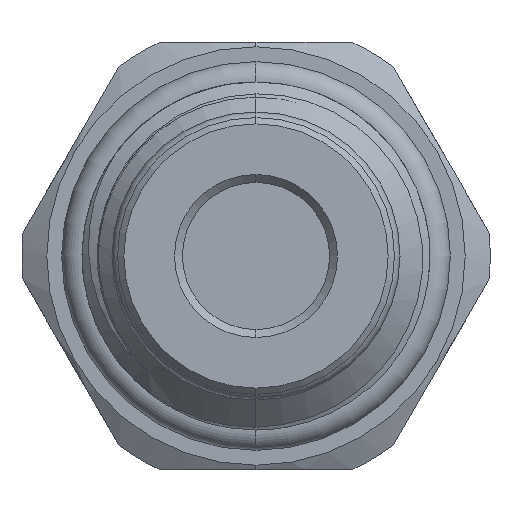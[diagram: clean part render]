
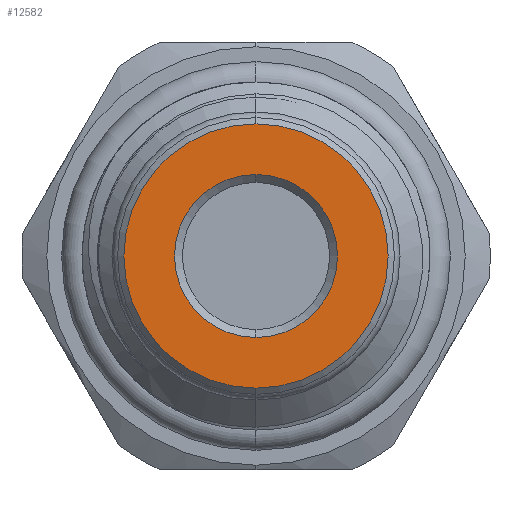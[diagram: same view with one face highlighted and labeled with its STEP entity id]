
A CAD part, left-side view. The second image highlights one B-rep face of the part: STEP entity #12582.
In plain terms, the highlighted planar face has unit normal (-1, 0, 0).
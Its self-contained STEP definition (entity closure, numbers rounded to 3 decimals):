
#204 = EDGE_LOOP ( 'NONE', ( #3715, #11502 ) ) ;
#631 = EDGE_CURVE ( 'NONE', #8347, #10406, #6508, .T. ) ;
#662 = CARTESIAN_POINT ( 'NONE',  ( -70.3, 0., 5.15 ) ) ;
#1611 = DIRECTION ( 'NONE',  ( 0., 0., -1. ) ) ;
#2204 = EDGE_CURVE ( 'NONE', #6752, #6199, #11450, .T. ) ;
#2815 = CIRCLE ( 'NONE', #7929, 8.35 ) ;
#2871 = CARTESIAN_POINT ( 'NONE',  ( -70.3, 8.35, 0. ) ) ;
#3715 = ORIENTED_EDGE ( 'NONE', *, *, #8398, .T. ) ;
#3732 = CIRCLE ( 'NONE', #9413, 5.15 ) ;
#4037 = AXIS2_PLACEMENT_3D ( 'NONE', #11896, #12959, #6646 ) ;
#4286 = DIRECTION ( 'NONE',  ( 0., 0., -1. ) ) ;
#4795 = FACE_BOUND ( 'NONE', #204, .T. ) ;
#4814 = AXIS2_PLACEMENT_3D ( 'NONE', #2871, #11292, #1611 ) ;
#5221 = DIRECTION ( 'NONE',  ( 1., 0., 0. ) ) ;
#6187 = CARTESIAN_POINT ( 'NONE',  ( -70.3, 0., 0. ) ) ;
#6199 = VERTEX_POINT ( 'NONE', #7133 ) ;
#6508 = CIRCLE ( 'NONE', #4037, 5.15 ) ;
#6646 = DIRECTION ( 'NONE',  ( 0., 0., -1. ) ) ;
#6752 = VERTEX_POINT ( 'NONE', #10577 ) ;
#7005 = PLANE ( 'NONE',  #4814 ) ;
#7021 = DIRECTION ( 'NONE',  ( 0., 0., -1. ) ) ;
#7133 = CARTESIAN_POINT ( 'NONE',  ( -70.3, 0., 8.35 ) ) ;
#7144 = ORIENTED_EDGE ( 'NONE', *, *, #12177, .F. ) ;
#7604 = AXIS2_PLACEMENT_3D ( 'NONE', #10429, #13569, #4286 ) ;
#7929 = AXIS2_PLACEMENT_3D ( 'NONE', #6187, #5221, #9263 ) ;
#8019 = DIRECTION ( 'NONE',  ( 1., 0., 0. ) ) ;
#8347 = VERTEX_POINT ( 'NONE', #8590 ) ;
#8398 = EDGE_CURVE ( 'NONE', #10406, #8347, #3732, .T. ) ;
#8590 = CARTESIAN_POINT ( 'NONE',  ( -70.3, 0., -5.15 ) ) ;
#9263 = DIRECTION ( 'NONE',  ( 0., 0., -1. ) ) ;
#9413 = AXIS2_PLACEMENT_3D ( 'NONE', #12136, #8019, #7021 ) ;
#9651 = EDGE_LOOP ( 'NONE', ( #12764, #7144 ) ) ;
#10406 = VERTEX_POINT ( 'NONE', #662 ) ;
#10429 = CARTESIAN_POINT ( 'NONE',  ( -70.3, 0., 0. ) ) ;
#10577 = CARTESIAN_POINT ( 'NONE',  ( -70.3, 0., -8.35 ) ) ;
#11292 = DIRECTION ( 'NONE',  ( 1., 0., 0. ) ) ;
#11450 = CIRCLE ( 'NONE', #7604, 8.35 ) ;
#11502 = ORIENTED_EDGE ( 'NONE', *, *, #631, .T. ) ;
#11896 = CARTESIAN_POINT ( 'NONE',  ( -70.3, 0., 0. ) ) ;
#12136 = CARTESIAN_POINT ( 'NONE',  ( -70.3, 0., 0. ) ) ;
#12177 = EDGE_CURVE ( 'NONE', #6199, #6752, #2815, .T. ) ;
#12517 = FACE_OUTER_BOUND ( 'NONE', #9651, .T. ) ;
#12582 = ADVANCED_FACE ( 'NONE', ( #4795, #12517 ), #7005, .F. ) ;
#12764 = ORIENTED_EDGE ( 'NONE', *, *, #2204, .F. ) ;
#12959 = DIRECTION ( 'NONE',  ( 1., 0., 0. ) ) ;
#13569 = DIRECTION ( 'NONE',  ( 1., 0., 0. ) ) ;
